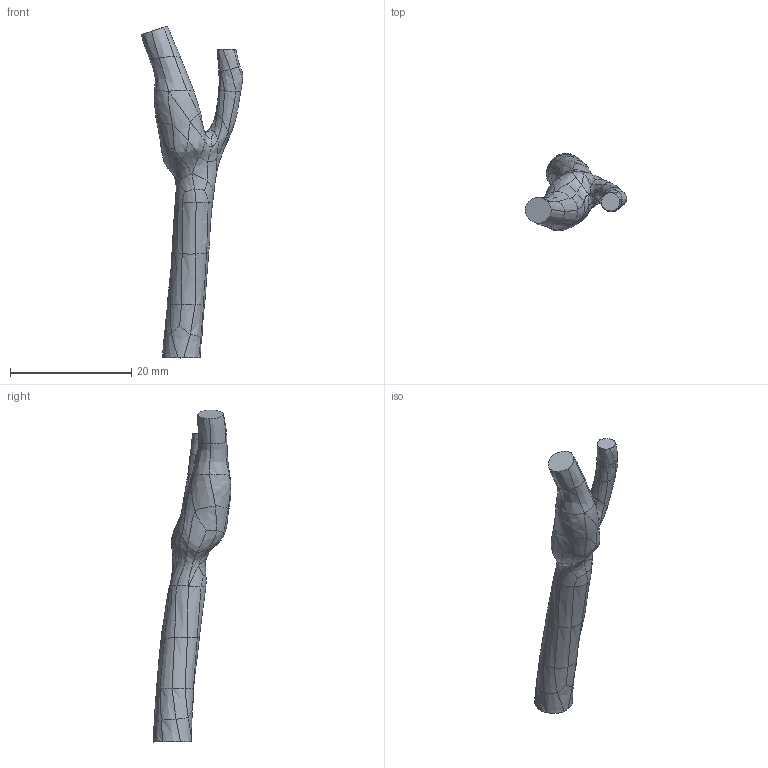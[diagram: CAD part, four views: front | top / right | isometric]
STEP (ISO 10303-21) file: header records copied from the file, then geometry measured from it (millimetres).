
FILE_DESCRIPTION (( 'STEP AP203' ), '1' );
FILE_NAME ('art1right.STEP', '2014-06-19T18:31:17', ( '' ), ( '' ), 'SwSTEP 2.0', 'SolidWorks 2013', '' );
FILE_SCHEMA (( 'CONFIG_CONTROL_DESIGN' ));
Length unit declared in the file: millimetre
Products named in the file (1): art1right
Bounding box: 16.76 x 12.8 x 54.8 mm (x, y, z)
Volume: 1875.1 mm3; surface area: 1324 mm2
Topology: 1 solids, 1 shells, 125 faces, 255 edges, 132 vertices
Faces by surface type: bspline 122, plane 3
Entity records: 11791 total; most frequent: CARTESIAN_POINT 10046, ORIENTED_EDGE 510, EDGE_CURVE 255, B_SPLINE_CURVE_WITH_KNOTS 255, VERTEX_POINT 132, ADVANCED_FACE 125, EDGE_LOOP 125, FACE_OUTER_BOUND 125
